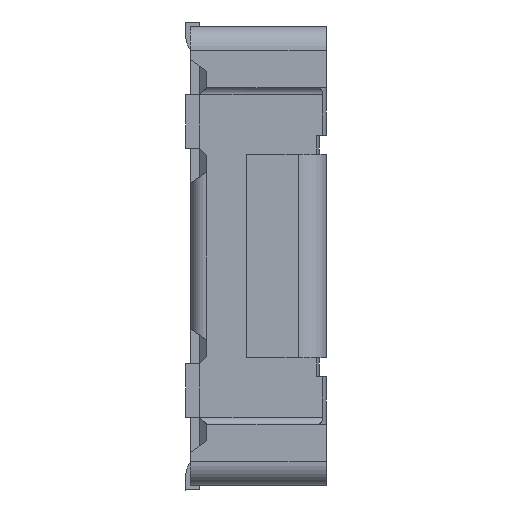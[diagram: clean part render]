
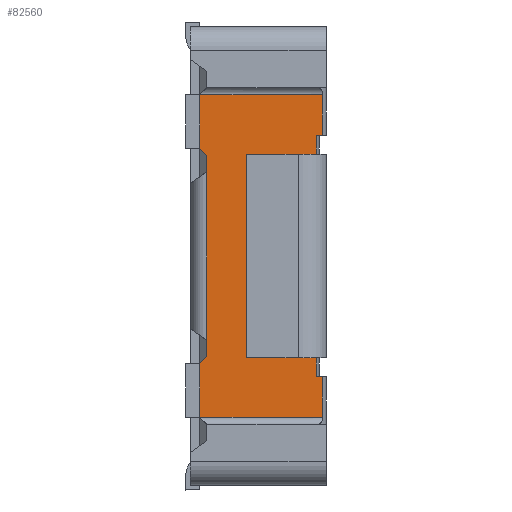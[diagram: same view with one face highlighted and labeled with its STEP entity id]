
A CAD part, front view. The second image highlights one B-rep face of the part: STEP entity #82560.
In plain terms, the highlighted face is planar.
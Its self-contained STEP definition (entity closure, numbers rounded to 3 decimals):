
#80500=CARTESIAN_POINT('',(-12.785,12.85,
2.501));
#80510=VERTEX_POINT('',#80500);
#81010=CARTESIAN_POINT('',(-13.083,12.85,
2.501));
#81020=VERTEX_POINT('',#81010);
#81050=CARTESIAN_POINT('',(-12.785,12.85,
2.501));
#81060=DIRECTION('',(-1.,0.,
0.));
#81070=VECTOR('',#81060,1.);
#81080=LINE('',#81050,#81070);
#81090=EDGE_CURVE('',#80510,#81020,#81080,.T.);
#81140=CARTESIAN_POINT('',(-13.033,12.85,
2.936));
#81150=DIRECTION('',(0.,1.,
0.));
#81160=DIRECTION('',(0.,0.,
1.));
#81170=AXIS2_PLACEMENT_3D('',#81140,#81150,#81160);
#81180=PLANE('',#81170);
#81190=CARTESIAN_POINT('',(-12.785,12.85,
3.371));
#81200=DIRECTION('',(-1.,0.,
0.));
#81210=VECTOR('',#81200,1.);
#81220=LINE('',#81190,#81210);
#81230=CARTESIAN_POINT('',(-12.785,12.85,
3.371));
#81240=VERTEX_POINT('',#81230);
#81250=CARTESIAN_POINT('',(-13.083,12.85,
3.371));
#81260=VERTEX_POINT('',#81250);
#81270=EDGE_CURVE('',#81240,#81260,#81220,.T.);
#81280=ORIENTED_EDGE('',*,*,#81270,.T.);
#81290=CARTESIAN_POINT('',(-12.785,12.85,
3.371));
#81300=DIRECTION('',(0.,0.,
1.));
#81310=VECTOR('',#81300,1.);
#81320=LINE('',#81290,#81310);
#81330=CARTESIAN_POINT('',(-12.785,12.85,
3.451));
#81340=VERTEX_POINT('',#81330);
#81350=EDGE_CURVE('',#81240,#81340,#81320,.T.);
#81360=ORIENTED_EDGE('',*,*,#81350,.F.);
#81370=CARTESIAN_POINT('',(-12.759,12.85,
3.451));
#81380=DIRECTION('',(-1.,0.,
0.));
#81390=VECTOR('',#81380,1.);
#81400=LINE('',#81370,#81390);
#81410=CARTESIAN_POINT('',(-12.759,12.85,
3.451));
#81420=VERTEX_POINT('',#81410);
#81430=EDGE_CURVE('',#81420,#81340,#81400,.T.);
#81440=ORIENTED_EDGE('',*,*,#81430,.T.);
#81450=CARTESIAN_POINT('',(-12.759,12.85,
3.451));
#81460=DIRECTION('',(0.,0.,
1.));
#81470=VECTOR('',#81460,1.);
#81480=LINE('',#81450,#81470);
#81490=CARTESIAN_POINT('',(-12.759,12.85,
3.626));
#81500=VERTEX_POINT('',#81490);
#81510=EDGE_CURVE('',#81420,#81500,#81480,.T.);
#81520=ORIENTED_EDGE('',*,*,#81510,.F.);
#81530=CARTESIAN_POINT('',(-12.759,12.85,
3.626));
#81540=DIRECTION('',(-1.,0.,
0.));
#81550=VECTOR('',#81540,1.);
#81560=LINE('',#81530,#81550);
#81570=CARTESIAN_POINT('',(-13.283,12.85,
3.626));
#81580=VERTEX_POINT('',#81570);
#81590=EDGE_CURVE('',#81500,#81580,#81560,.T.);
#81600=ORIENTED_EDGE('',*,*,#81590,.F.);
#81610=CARTESIAN_POINT('',(-13.283,12.85,
3.626));
#81620=DIRECTION('',(0.,0.,
-1.));
#81630=VECTOR('',#81620,1.);
#81640=LINE('',#81610,#81630);
#81650=CARTESIAN_POINT('',(-13.283,12.85,
3.396));
#81660=VERTEX_POINT('',#81650);
#81670=EDGE_CURVE('',#81580,#81660,#81640,.T.);
#81680=ORIENTED_EDGE('',*,*,#81670,.F.);
#81690=CARTESIAN_POINT('',(-13.253,12.85,
3.366));
#81700=DIRECTION('',(-0.707,0.,
0.707));
#81710=VECTOR('',#81700,1.);
#81720=LINE('',#81690,#81710);
#81730=CARTESIAN_POINT('',(-13.253,12.85,
3.366));
#81740=VERTEX_POINT('',#81730);
#81750=EDGE_CURVE('',#81740,#81660,#81720,.T.);
#81760=ORIENTED_EDGE('',*,*,#81750,.T.);
#81770=CARTESIAN_POINT('',(-13.253,12.85,
3.296));
#81780=DIRECTION('',(0.,0.,
1.));
#81790=VECTOR('',#81780,1.);
#81800=LINE('',#81770,#81790);
#81810=CARTESIAN_POINT('',(-13.253,12.85,
3.296));
#81820=VERTEX_POINT('',#81810);
#81830=EDGE_CURVE('',#81820,#81740,#81800,.T.);
#81840=ORIENTED_EDGE('',*,*,#81830,.T.);
#81850=CARTESIAN_POINT('',(-13.253,12.85,
3.296));
#81860=DIRECTION('',(0.,0.,
-1.));
#81870=VECTOR('',#81860,1.);
#81880=LINE('',#81850,#81870);
#81890=CARTESIAN_POINT('',(-13.253,12.85,
2.576));
#81900=VERTEX_POINT('',#81890);
#81910=EDGE_CURVE('',#81820,#81900,#81880,.T.);
#81920=ORIENTED_EDGE('',*,*,#81910,.F.);
#81930=CARTESIAN_POINT('',(-13.253,12.85,
2.576));
#81940=DIRECTION('',(0.,0.,
-1.));
#81950=VECTOR('',#81940,1.);
#81960=LINE('',#81930,#81950);
#81970=CARTESIAN_POINT('',(-13.253,12.85,
2.506));
#81980=VERTEX_POINT('',#81970);
#81990=EDGE_CURVE('',#81900,#81980,#81960,.T.);
#82000=ORIENTED_EDGE('',*,*,#81990,.F.);
#82010=CARTESIAN_POINT('',(-13.283,12.85,
2.476));
#82020=DIRECTION('',(0.707,0.,
0.707));
#82030=VECTOR('',#82020,1.);
#82040=LINE('',#82010,#82030);
#82050=CARTESIAN_POINT('',(-13.283,12.85,
2.476));
#82060=VERTEX_POINT('',#82050);
#82070=EDGE_CURVE('',#82060,#81980,#82040,.T.);
#82080=ORIENTED_EDGE('',*,*,#82070,.T.);
#82090=CARTESIAN_POINT('',(-13.283,12.85,
2.246));
#82100=DIRECTION('',(0.,0.,
1.));
#82110=VECTOR('',#82100,1.);
#82120=LINE('',#82090,#82110);
#82130=CARTESIAN_POINT('',(-13.283,12.85,
2.246));
#82140=VERTEX_POINT('',#82130);
#82150=EDGE_CURVE('',#82140,#82060,#82120,.T.);
#82160=ORIENTED_EDGE('',*,*,#82150,.T.);
#82170=CARTESIAN_POINT('',(-13.283,12.85,
2.246));
#82180=DIRECTION('',(1.,0.,
0.));
#82190=VECTOR('',#82180,1.);
#82200=LINE('',#82170,#82190);
#82210=CARTESIAN_POINT('',(-12.759,12.85,
2.246));
#82220=VERTEX_POINT('',#82210);
#82230=EDGE_CURVE('',#82140,#82220,#82200,.T.);
#82240=ORIENTED_EDGE('',*,*,#82230,.F.);
#82250=CARTESIAN_POINT('',(-12.759,12.85,
2.246));
#82260=DIRECTION('',(0.,0.,
1.));
#82270=VECTOR('',#82260,1.);
#82280=LINE('',#82250,#82270);
#82290=CARTESIAN_POINT('',(-12.759,12.85,
2.421));
#82300=VERTEX_POINT('',#82290);
#82310=EDGE_CURVE('',#82220,#82300,#82280,.T.);
#82320=ORIENTED_EDGE('',*,*,#82310,.F.);
#82330=CARTESIAN_POINT('',(-12.759,12.85,
2.421));
#82340=DIRECTION('',(-1.,0.,
0.));
#82350=VECTOR('',#82340,1.);
#82360=LINE('',#82330,#82350);
#82370=CARTESIAN_POINT('',(-12.785,12.85,
2.421));
#82380=VERTEX_POINT('',#82370);
#82390=EDGE_CURVE('',#82300,#82380,#82360,.T.);
#82400=ORIENTED_EDGE('',*,*,#82390,.F.);
#82410=CARTESIAN_POINT('',(-12.785,12.85,
2.421));
#82420=DIRECTION('',(0.,0.,
1.));
#82430=VECTOR('',#82420,1.);
#82440=LINE('',#82410,#82430);
#82450=EDGE_CURVE('',#82380,#80510,#82440,.T.);
#82460=ORIENTED_EDGE('',*,*,#82450,.F.);
#82470=ORIENTED_EDGE('',*,*,#81090,.F.);
#82480=CARTESIAN_POINT('',(-13.083,12.85,
2.501));
#82490=DIRECTION('',(0.,0.,
1.));
#82500=VECTOR('',#82490,1.);
#82510=LINE('',#82480,#82500);
#82520=EDGE_CURVE('',#81020,#81260,#82510,.T.);
#82530=ORIENTED_EDGE('',*,*,#82520,.F.);
#82540=EDGE_LOOP('',(#82530,#82470,#82460,#82400,#82320,#82240,#82160,
#82080,#82000,#81920,#81840,#81760,#81680,#81600,#81520,#81440,#81360,
#81280));
#82550=FACE_OUTER_BOUND('',#82540,.T.);
#82560=ADVANCED_FACE('',(#82550),#81180,.T.);
